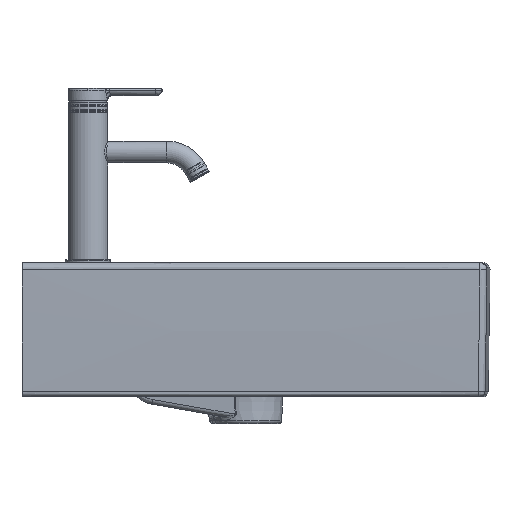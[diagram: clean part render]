
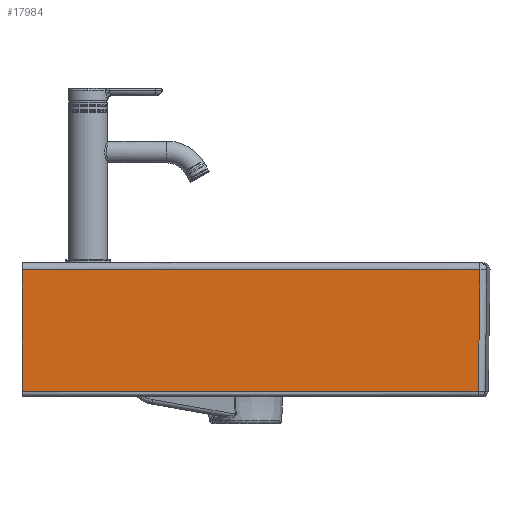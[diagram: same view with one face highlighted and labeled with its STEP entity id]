
A CAD part, front view. The second image highlights one B-rep face of the part: STEP entity #17984.
In plain terms, the highlighted free-form (B-spline) face has degree [3, 2] with [4, 3] control points.
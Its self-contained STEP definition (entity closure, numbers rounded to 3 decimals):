
#2240=CARTESIAN_POINT('',(461.044,-499.973,-7.061));
#2241=VERTEX_POINT('',#2240);
#2514=CARTESIAN_POINT('',(0.,-499.941,-7.061));
#2515=VERTEX_POINT('',#2514);
#2516=CARTESIAN_POINT('',(0.,-499.941,-7.061));
#2517=CARTESIAN_POINT('',(92.208,-500.372,-7.061));
#2518=CARTESIAN_POINT('',(184.417,-500.591,-7.061));
#2519=CARTESIAN_POINT('',(276.627,-500.597,-7.061));
#2520=CARTESIAN_POINT('',(368.836,-500.391,-7.061));
#2521=CARTESIAN_POINT('',(461.044,-499.973,-7.061));
#2522=B_SPLINE_CURVE_WITH_KNOTS('',5,(#2516,#2517,#2518,#2519,#2520,#2521),.UNSPECIFIED.,.F.,.U.,(6,6),(133.277,785.246),.UNSPECIFIED.);
#2523=EDGE_CURVE('',#2515,#2241,#2522,.T.);
#17867=CARTESIAN_POINT('',(0.,-498.104,-130.105));
#17868=VERTEX_POINT('',#17867);
#17884=CARTESIAN_POINT('',(0.,9499.675,80.629));
#17885=DIRECTION('',(1.0,0.0,0.0));
#17886=DIRECTION('',(0.0,-1.,-0.021));
#17887=AXIS2_PLACEMENT_3D('',#17884,#17885,#17886);
#17888=CIRCLE('',#17887,10000.);
#17889=EDGE_CURVE('',#2515,#17868,#17888,.T.);
#17927=CARTESIAN_POINT('',(0.,-498.104,-130.105));
#17928=CARTESIAN_POINT('',(153.68,-498.824,-130.115));
#17929=CARTESIAN_POINT('',(307.364,-498.834,-130.115));
#17930=CARTESIAN_POINT('',(461.044,-498.136,-130.106));
#17931=CARTESIAN_POINT('',(0.,-499.401,-68.589));
#17932=CARTESIAN_POINT('',(153.68,-500.12,-68.594));
#17933=CARTESIAN_POINT('',(307.364,-500.131,-68.594));
#17934=CARTESIAN_POINT('',(461.044,-499.433,-68.589));
#17935=CARTESIAN_POINT('',(0.,-499.941,-7.061));
#17936=CARTESIAN_POINT('',(153.68,-500.66,-7.062));
#17937=CARTESIAN_POINT('',(307.364,-500.67,-7.062));
#17938=CARTESIAN_POINT('',(461.044,-499.973,-7.061));
#17946=(BOUNDED_SURFACE()B_SPLINE_SURFACE(3,2,((#17927,#17931,#17935),(#17928,#17932,#17936),(#17929,#17933,#17937),(#17930,#17934,#17938)),.SURF_OF_REVOLUTION.,.F.,.F.,.U.)B_SPLINE_SURFACE_WITH_KNOTS((4,4),(3,3),(235385.454,235846.5),(0.0,1.0),.UNSPECIFIED.)GEOMETRIC_REPRESENTATION_ITEM()RATIONAL_B_SPLINE_SURFACE(((1.0,1.,1.0),(1.0,1.,1.0),(1.0,1.,1.0),(1.0,1.,1.0)))REPRESENTATION_ITEM('')SURFACE());
#17947=CARTESIAN_POINT('',(459.23,-498.145,-130.105));
#17948=VERTEX_POINT('',#17947);
#17949=CARTESIAN_POINT('',(0.,-498.104,-130.105));
#17950=CARTESIAN_POINT('',(6.726,-498.136,-130.105));
#17951=CARTESIAN_POINT('',(13.45,-498.166,-130.105));
#17952=CARTESIAN_POINT('',(20.196,-498.196,-130.105));
#17953=CARTESIAN_POINT('',(43.171,-498.291,-130.105));
#17954=CARTESIAN_POINT('',(66.147,-498.374,-130.105));
#17955=CARTESIAN_POINT('',(82.323,-498.426,-130.105));
#17956=CARTESIAN_POINT('',(121.474,-498.535,-130.105));
#17957=CARTESIAN_POINT('',(160.627,-498.606,-130.105));
#17958=CARTESIAN_POINT('',(183.603,-498.635,-130.105));
#17959=CARTESIAN_POINT('',(229.556,-498.665,-130.105));
#17960=CARTESIAN_POINT('',(275.509,-498.643,-130.105));
#17961=CARTESIAN_POINT('',(298.486,-498.618,-130.105));
#17962=CARTESIAN_POINT('',(337.218,-498.555,-130.105));
#17963=CARTESIAN_POINT('',(375.95,-498.454,-130.105));
#17964=CARTESIAN_POINT('',(391.705,-498.407,-130.105));
#17965=CARTESIAN_POINT('',(414.681,-498.329,-130.105));
#17966=CARTESIAN_POINT('',(437.656,-498.238,-130.105));
#17967=CARTESIAN_POINT('',(444.851,-498.208,-130.105));
#17968=CARTESIAN_POINT('',(452.039,-498.177,-130.105));
#17969=CARTESIAN_POINT('',(459.23,-498.145,-130.105));
#17970=B_SPLINE_CURVE_WITH_KNOTS('',5,(#17949,#17950,#17951,#17952,#17953,#17954,#17955,#17956,#17957,#17958,#17959,#17960,#17961,#17962,#17963,#17964,#17965,#17966,#17967,#17968,#17969),.UNSPECIFIED.,.F.,.U.,(6,3,3,3,3,3,6),(132.383,180.561,295.177,457.97,620.763,732.4,783.557),.UNSPECIFIED.);
#17971=EDGE_CURVE('',#17868,#17948,#17970,.T.);
#17972=ORIENTED_EDGE('',*,*,#17971,.T.);
#17973=CARTESIAN_POINT('',(-4562.4,4562.068,80.654));
#17974=DIRECTION('',(-0.71,-0.704,0.));
#17975=DIRECTION('',(0.704,-0.71,-0.012));
#17976=AXIS2_PLACEMENT_3D('',#17973,#17974,#17975);
#17977=CIRCLE('',#17976,7132.107);
#17978=EDGE_CURVE('',#2241,#17948,#17977,.F.);
#17979=ORIENTED_EDGE('',*,*,#17978,.F.);
#17980=ORIENTED_EDGE('',*,*,#2523,.F.);
#17981=ORIENTED_EDGE('',*,*,#17889,.T.);
#17982=EDGE_LOOP('',(#17972,#17979,#17980,#17981));
#17983=FACE_OUTER_BOUND('',#17982,.T.);
#17984=ADVANCED_FACE('',(#17983),#17946,.T.);
